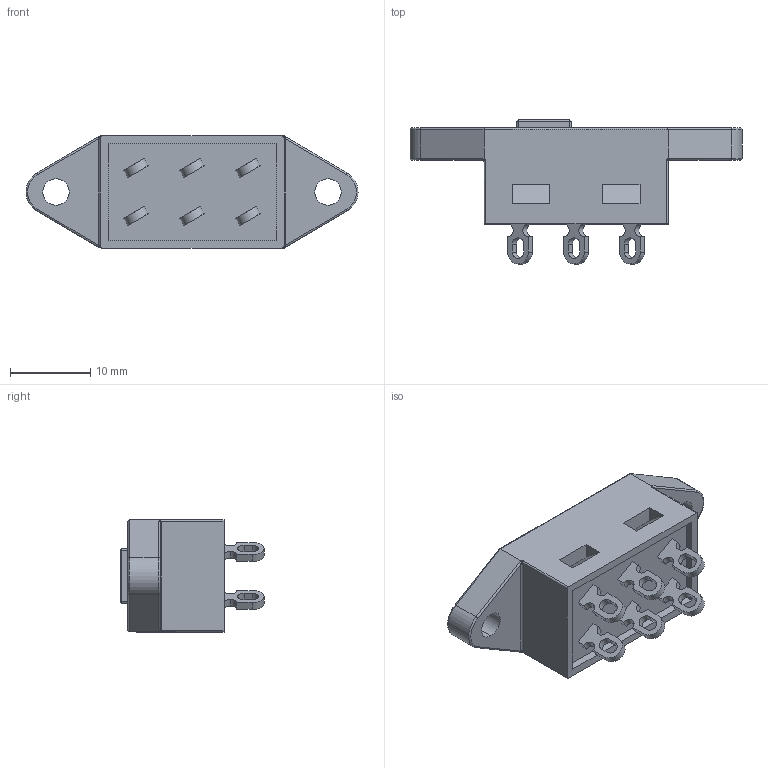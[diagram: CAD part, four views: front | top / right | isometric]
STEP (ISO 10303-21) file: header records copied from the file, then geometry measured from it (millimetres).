
FILE_DESCRIPTION (( 'STEP AP214' ), '1' );
FILE_NAME ('Part1.STEP', '2016-12-22T18:05:53', ( '' ), ( '' ), 'SwSTEP 2.0', 'SolidWorks 2014', '' );
FILE_SCHEMA (( 'AUTOMOTIVE_DESIGN' ));
Length unit declared in the file: millimetre
Products named in the file (1): Part1
Bounding box: 41.5 x 18 x 14 mm (x, y, z)
Volume: 4103.3 mm3; surface area: 2601.8 mm2
Topology: 2 solids, 2 shells, 215 faces, 551 edges, 352 vertices
Faces by surface type: plane 124, cylinder 75, bspline 8, sphere 4, torus 4
Entity records: 8057 total; most frequent: CARTESIAN_POINT 1417, ORIENTED_EDGE 1094, DIRECTION 1059, EDGE_CURVE 547, VECTOR 383, LINE 383, VERTEX_POINT 352, AXIS2_PLACEMENT_3D 338
